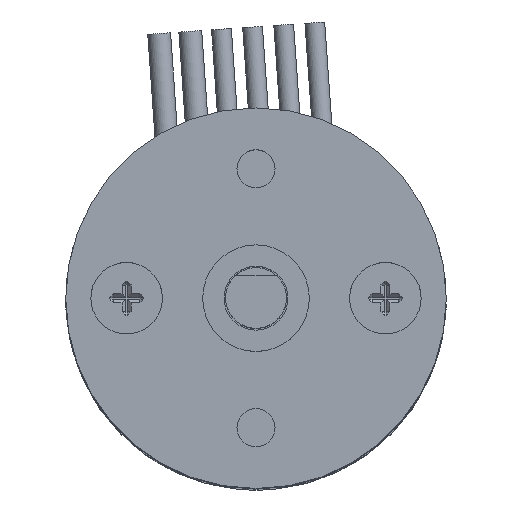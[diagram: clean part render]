
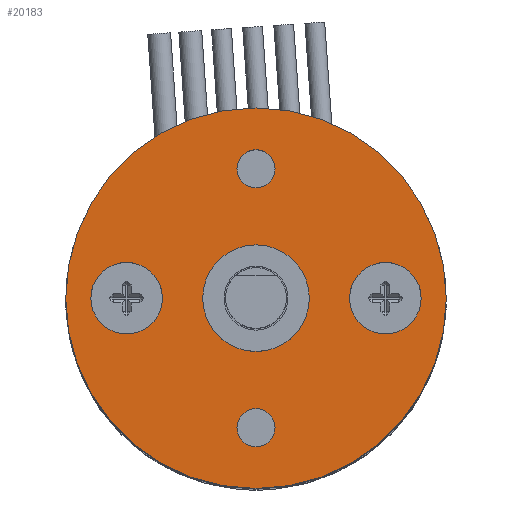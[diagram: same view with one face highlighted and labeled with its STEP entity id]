
A CAD part, top view. The second image highlights one B-rep face of the part: STEP entity #20183.
In plain terms, the highlighted planar face has unit normal (0, 0, 1).
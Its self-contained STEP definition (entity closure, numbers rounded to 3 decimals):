
#881 = ORIENTED_EDGE ( 'NONE', *, *, #17283, .F. ) ;
#916 = CIRCLE ( 'NONE', #14387, 1.25 ) ;
#1561 = VERTEX_POINT ( 'NONE', #5980 ) ;
#1825 = CARTESIAN_POINT ( 'NONE',  ( -8.5, 0., 0. ) ) ;
#3062 = EDGE_CURVE ( 'NONE', #34531, #34531, #13758, .T. ) ;
#3373 = ORIENTED_EDGE ( 'NONE', *, *, #14683, .T. ) ;
#3600 = DIRECTION ( 'NONE',  ( 0., 0., -1. ) ) ;
#4972 = VERTEX_POINT ( 'NONE', #11306 ) ;
#5443 = FACE_BOUND ( 'NONE', #30464, .T. ) ;
#5502 = EDGE_LOOP ( 'NONE', ( #25431 ) ) ;
#5642 = CARTESIAN_POINT ( 'NONE',  ( 0., 8.5, 0. ) ) ;
#5980 = CARTESIAN_POINT ( 'NONE',  ( -12.5, 0., 0. ) ) ;
#6254 = EDGE_LOOP ( 'NONE', ( #3373 ) ) ;
#7238 = DIRECTION ( 'NONE',  ( 1., 0., 0. ) ) ;
#8196 = CARTESIAN_POINT ( 'NONE',  ( 1.25, -8.5, 0. ) ) ;
#8364 = CIRCLE ( 'NONE', #29579, 1.25 ) ;
#8517 = AXIS2_PLACEMENT_3D ( 'NONE', #14542, #3600, #22220 ) ;
#9191 = EDGE_LOOP ( 'NONE', ( #881 ) ) ;
#9297 = DIRECTION ( 'NONE',  ( 0., 0., -1. ) ) ;
#9514 = ORIENTED_EDGE ( 'NONE', *, *, #16810, .F. ) ;
#9517 = FACE_BOUND ( 'NONE', #6254, .T. ) ;
#10309 = CIRCLE ( 'NONE', #25859, 2.35 ) ;
#10372 = FACE_BOUND ( 'NONE', #9191, .T. ) ;
#10977 = CARTESIAN_POINT ( 'NONE',  ( 10.85, 0., 0. ) ) ;
#11306 = CARTESIAN_POINT ( 'NONE',  ( 1.25, 8.5, 0. ) ) ;
#11714 = CIRCLE ( 'NONE', #8517, 12.5 ) ;
#12853 = CARTESIAN_POINT ( 'NONE',  ( 8.5, 0., 0. ) ) ;
#12855 = DIRECTION ( 'NONE',  ( 0., 0., -1. ) ) ;
#13353 = DIRECTION ( 'NONE',  ( 0., 0., 1. ) ) ;
#13758 = CIRCLE ( 'NONE', #32439, 3.5 ) ;
#14387 = AXIS2_PLACEMENT_3D ( 'NONE', #27171, #29850, #24729 ) ;
#14542 = CARTESIAN_POINT ( 'NONE',  ( 0., 0., 0. ) ) ;
#14667 = DIRECTION ( 'NONE',  ( -1., 0., 0. ) ) ;
#14683 = EDGE_CURVE ( 'NONE', #24519, #24519, #10309, .T. ) ;
#15787 = FACE_BOUND ( 'NONE', #22574, .T. ) ;
#16145 = DIRECTION ( 'NONE',  ( -1., 0., 0. ) ) ;
#16810 = EDGE_CURVE ( 'NONE', #28206, #28206, #916, .T. ) ;
#17283 = EDGE_CURVE ( 'NONE', #4972, #4972, #8364, .T. ) ;
#19091 = DIRECTION ( 'NONE',  ( 1., 0., 0. ) ) ;
#20183 = ADVANCED_FACE ( 'NONE', ( #5443, #24529, #10372, #22854, #15787, #9517 ), #26103, .F. ) ;
#20470 = ORIENTED_EDGE ( 'NONE', *, *, #3062, .F. ) ;
#20715 = EDGE_CURVE ( 'NONE', #1561, #1561, #11714, .T. ) ;
#20855 = DIRECTION ( 'NONE',  ( -1., 0., 0. ) ) ;
#22220 = DIRECTION ( 'NONE',  ( -1., 0., 0. ) ) ;
#22574 = EDGE_LOOP ( 'NONE', ( #20470 ) ) ;
#22854 = FACE_OUTER_BOUND ( 'NONE', #5502, .T. ) ;
#22866 = EDGE_CURVE ( 'NONE', #31543, #31543, #31274, .T. ) ;
#23170 = AXIS2_PLACEMENT_3D ( 'NONE', #34391, #12855, #20855 ) ;
#24519 = VERTEX_POINT ( 'NONE', #26922 ) ;
#24529 = FACE_BOUND ( 'NONE', #26552, .T. ) ;
#24729 = DIRECTION ( 'NONE',  ( 1., 0., 0. ) ) ;
#25431 = ORIENTED_EDGE ( 'NONE', *, *, #20715, .F. ) ;
#25859 = AXIS2_PLACEMENT_3D ( 'NONE', #1825, #9297, #14667 ) ;
#26103 = PLANE ( 'NONE',  #23170 ) ;
#26552 = EDGE_LOOP ( 'NONE', ( #9514 ) ) ;
#26818 = AXIS2_PLACEMENT_3D ( 'NONE', #12853, #31452, #7238 ) ;
#26922 = CARTESIAN_POINT ( 'NONE',  ( -10.85, 0., 0. ) ) ;
#27171 = CARTESIAN_POINT ( 'NONE',  ( 0., -8.5, 0. ) ) ;
#28206 = VERTEX_POINT ( 'NONE', #8196 ) ;
#29579 = AXIS2_PLACEMENT_3D ( 'NONE', #5642, #29589, #19091 ) ;
#29589 = DIRECTION ( 'NONE',  ( 0., 0., 1. ) ) ;
#29850 = DIRECTION ( 'NONE',  ( 0., 0., 1. ) ) ;
#30464 = EDGE_LOOP ( 'NONE', ( #33287 ) ) ;
#31274 = CIRCLE ( 'NONE', #26818, 2.35 ) ;
#31452 = DIRECTION ( 'NONE',  ( 0., 0., 1. ) ) ;
#31543 = VERTEX_POINT ( 'NONE', #10977 ) ;
#32090 = CARTESIAN_POINT ( 'NONE',  ( 0., 0., 0. ) ) ;
#32439 = AXIS2_PLACEMENT_3D ( 'NONE', #32090, #13353, #16145 ) ;
#33287 = ORIENTED_EDGE ( 'NONE', *, *, #22866, .F. ) ;
#34391 = CARTESIAN_POINT ( 'NONE',  ( 0., 0., 0. ) ) ;
#34512 = CARTESIAN_POINT ( 'NONE',  ( -3.5, 0., 0. ) ) ;
#34531 = VERTEX_POINT ( 'NONE', #34512 ) ;
